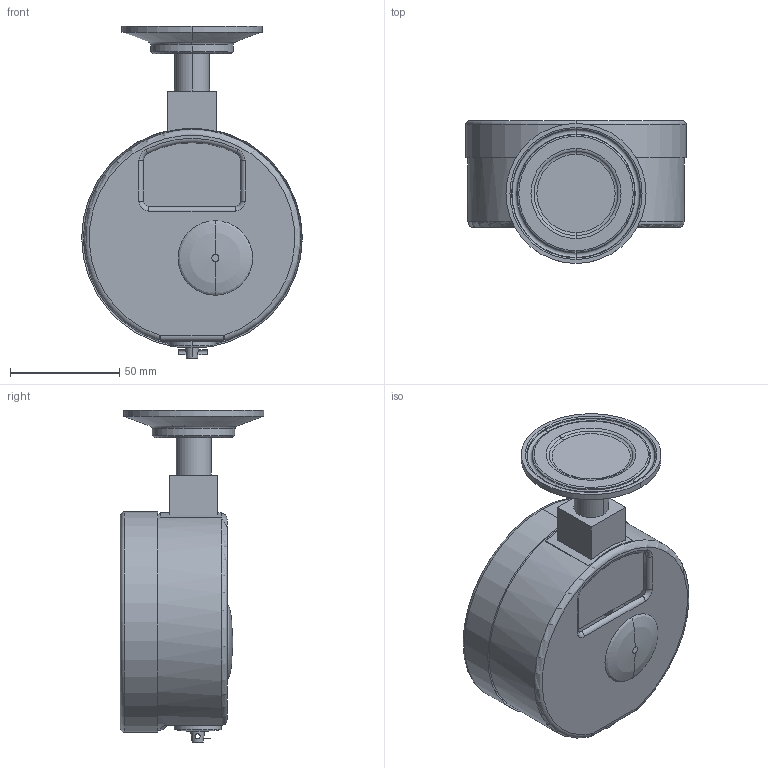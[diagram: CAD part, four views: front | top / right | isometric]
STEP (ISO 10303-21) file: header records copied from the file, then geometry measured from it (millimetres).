
FILE_DESCRIPTION((''),'2;1');
FILE_NAME('52721489______________SW0001','2015-06-03T',('ulsht'),(''),'PRO/ENGINEER BY PARAMETRIC TECHNOLOGY CORPORATION, 2011490','PRO/ENGINEER BY PARAMETRIC TECHNOLOGY CORPORATION, 2011490','');
FILE_SCHEMA(('CONFIG_CONTROL_DESIGN'));
Length unit declared in the file: inch
Products named in the file (1): 52721489______________SW0001
Bounding box: 100.84 x 65.45 x 151.76 mm (x, y, z)
Surface area: 53210.5 mm2 (no closed solid volume)
Topology: 0 solids, 9 shells, 79 faces, 226 edges, 157 vertices
Faces by surface type: plane 22, torus 22, cylinder 21, cone 10, revolution 2, bspline 2
Entity records: 3062 total; most frequent: CARTESIAN_POINT 904, DIRECTION 506, ORIENTED_EDGE 359, EDGE_CURVE 226, AXIS2_PLACEMENT_3D 213, VERTEX_POINT 157, CIRCLE 138, EDGE_LOOP 92
